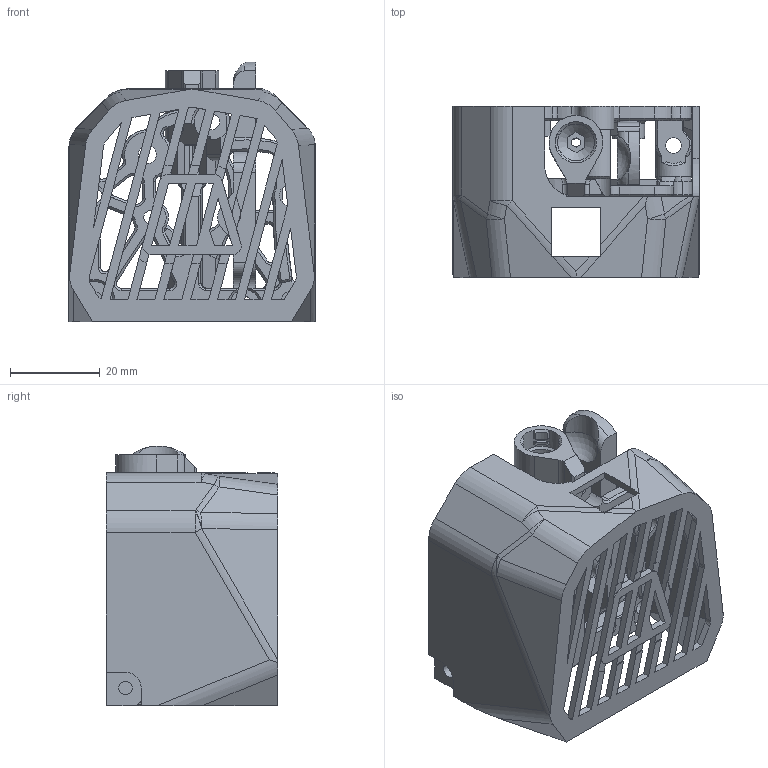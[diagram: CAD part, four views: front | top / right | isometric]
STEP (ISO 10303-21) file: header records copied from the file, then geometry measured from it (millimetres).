
FILE_DESCRIPTION(/* description */ ('STEP AP242','CAx-IF Rec.Pracs.---Representation and Presentation of Product Manufacturing Information (PMI)---4.0---2014-10-13','CAx-IF Rec.Pracs.---3D Tessellated Geometry---0.4---2014-09-14','2;1'),/* implementation_level */ '2;1');
FILE_NAME(/* name */ '689302b29abe68681be3cbd5',/* time_stamp */ '2025-08-06T07:22:27Z',/* author */ (''),/* organization */ (''),/* preprocessor_version */ 'ST-DEVELOPER v20',/* originating_system */ 'ONSHAPE BY PTC INC, 1.201',/* authorisation */ ' ');
FILE_SCHEMA (('AP242_MANAGED_MODEL_BASED_3D_ENGINEERING_MIM_LF { 1 0 10303 442 1 1 4 }'));
Length unit declared in the file: metre
Products named in the file (4): SK Motor Plate; Tension Arm; Cover; SK Main Body
Bounding box: 55 x 38.15 x 58 mm (x, y, z)
Volume: 22552.5 mm3; surface area: 27179.7 mm2
Topology: 4 solids, 4 shells, 883 faces, 2430 edges, 1541 vertices
Faces by surface type: plane 407, cylinder 287, cone 173, bspline 7, sphere 6, torus 3
Full cylindrical faces by diameter (mm): 3 x2, 3.1 x4, 3.2 x1, 3.5 x7, 4 x1, 4.8 x9, 6.1 x2, 7.1 x1, 8 x4, 8.2 x1, 9.2 x1
Entity records: 28226 total; most frequent: CARTESIAN_POINT 5455, DIRECTION 4779, ORIENTED_EDGE 4742, EDGE_CURVE 2371, AXIS2_PLACEMENT_3D 1695, VERTEX_POINT 1522, LINE 1389, VECTOR 1389
